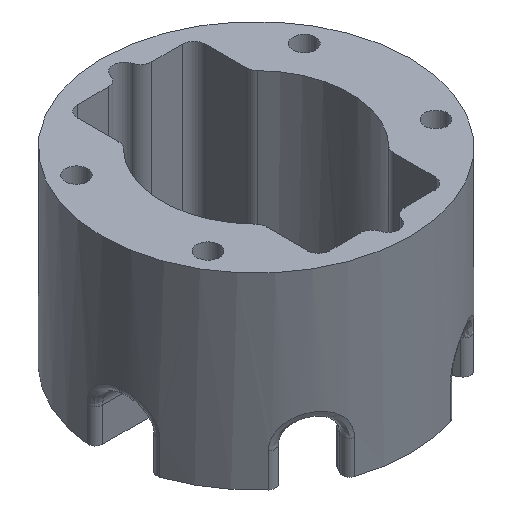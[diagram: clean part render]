
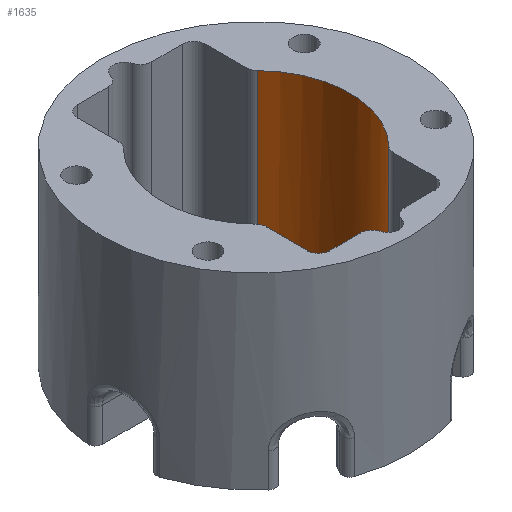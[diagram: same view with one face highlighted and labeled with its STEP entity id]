
A CAD part, isometric view. The second image highlights one B-rep face of the part: STEP entity #1635.
In plain terms, the highlighted cylindrical face has radius 25 mm (diameter 50 mm), a partial arc.
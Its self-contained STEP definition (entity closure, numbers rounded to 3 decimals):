
#113=FACE_OUTER_BOUND('',#214,.T.);
#214=EDGE_LOOP('',(#1214,#1215,#1216,#1217,#1218,#1219,#1220,#1221,#1222,
#1223,#1224,#1225));
#299=B_SPLINE_CURVE_WITH_KNOTS('',3,(#2578,#2579,#2580,#2581,#2582,#2583),
 .UNSPECIFIED.,.F.,.F.,(4,1,1,4),(0.,0.539,0.899,
1.259),.UNSPECIFIED.);
#301=B_SPLINE_CURVE_WITH_KNOTS('',3,(#2635,#2636,#2637,#2638,#2639,#2640,
#2641),.UNSPECIFIED.,.F.,.F.,(4,1,1,1,4),(0.,0.368,0.552,
0.921,1.289),.UNSPECIFIED.);
#307=B_SPLINE_CURVE_WITH_KNOTS('',3,(#2866,#2867,#2868,#2869),
 .UNSPECIFIED.,.F.,.F.,(4,4),(-2.383,-2.037),
 .UNSPECIFIED.);
#339=CIRCLE('',#1730,25.);
#356=CIRCLE('',#1751,25.);
#368=CIRCLE('',#1773,25.);
#378=CIRCLE('',#1791,25.);
#455=LINE('',#2538,#556);
#456=LINE('',#2646,#557);
#467=LINE('',#2872,#568);
#472=LINE('',#2986,#573);
#473=LINE('',#2989,#574);
#556=VECTOR('',#1988,10.);
#557=VECTOR('',#2005,10.);
#568=VECTOR('',#2068,10.);
#573=VECTOR('',#2091,10.);
#574=VECTOR('',#2094,10.);
#666=VERTEX_POINT('',#2489);
#667=VERTEX_POINT('',#2491);
#686=VERTEX_POINT('',#2536);
#688=VERTEX_POINT('',#2576);
#690=VERTEX_POINT('',#2586);
#692=VERTEX_POINT('',#2633);
#694=VERTEX_POINT('',#2644);
#702=VERTEX_POINT('',#2763);
#704=VERTEX_POINT('',#2793);
#710=VERTEX_POINT('',#2859);
#721=VERTEX_POINT('',#2985);
#722=VERTEX_POINT('',#2987);
#825=EDGE_CURVE('',#666,#667,#339,.T.);
#849=EDGE_CURVE('',#686,#666,#455,.T.);
#852=EDGE_CURVE('',#688,#686,#299,.T.);
#854=EDGE_CURVE('',#690,#688,#356,.T.);
#858=EDGE_CURVE('',#692,#690,#301,.T.);
#860=EDGE_CURVE('',#694,#692,#456,.T.);
#880=EDGE_CURVE('',#702,#694,#368,.T.);
#891=EDGE_CURVE('',#704,#710,#307,.T.);
#893=EDGE_CURVE('',#710,#702,#467,.T.);
#908=EDGE_CURVE('',#721,#704,#472,.T.);
#909=EDGE_CURVE('',#722,#721,#378,.T.);
#910=EDGE_CURVE('',#667,#722,#473,.T.);
#1214=ORIENTED_EDGE('',*,*,#860,.F.);
#1215=ORIENTED_EDGE('',*,*,#880,.F.);
#1216=ORIENTED_EDGE('',*,*,#893,.F.);
#1217=ORIENTED_EDGE('',*,*,#891,.F.);
#1218=ORIENTED_EDGE('',*,*,#908,.F.);
#1219=ORIENTED_EDGE('',*,*,#909,.F.);
#1220=ORIENTED_EDGE('',*,*,#910,.F.);
#1221=ORIENTED_EDGE('',*,*,#825,.F.);
#1222=ORIENTED_EDGE('',*,*,#849,.F.);
#1223=ORIENTED_EDGE('',*,*,#852,.F.);
#1224=ORIENTED_EDGE('',*,*,#854,.F.);
#1225=ORIENTED_EDGE('',*,*,#858,.F.);
#1570=CYLINDRICAL_SURFACE('',#1790,25.);
#1635=ADVANCED_FACE('',(#113),#1570,.F.);
#1730=AXIS2_PLACEMENT_3D('',#2492,#1943,#1944);
#1751=AXIS2_PLACEMENT_3D('',#2588,#1995,#1996);
#1773=AXIS2_PLACEMENT_3D('',#2765,#2049,#2050);
#1790=AXIS2_PLACEMENT_3D('',#2984,#2089,#2090);
#1791=AXIS2_PLACEMENT_3D('',#2988,#2092,#2093);
#1943=DIRECTION('center_axis',(0.,0.,1.));
#1944=DIRECTION('ref_axis',(-1.,0.,0.));
#1988=DIRECTION('',(0.,0.,-1.));
#1995=DIRECTION('center_axis',(0.,0.,1.));
#1996=DIRECTION('ref_axis',(0.985,-0.171,0.));
#2005=DIRECTION('',(0.,0.,1.));
#2049=DIRECTION('center_axis',(0.,0.,1.));
#2050=DIRECTION('ref_axis',(-1.,0.,0.));
#2068=DIRECTION('',(0.,0.,-1.));
#2089=DIRECTION('center_axis',(0.,0.,-1.));
#2090=DIRECTION('ref_axis',(1.,0.,0.));
#2091=DIRECTION('',(0.,0.,-1.));
#2092=DIRECTION('center_axis',(0.,0.,-1.));
#2093=DIRECTION('ref_axis',(-1.,0.,0.));
#2094=DIRECTION('',(0.,0.,1.));
#2489=CARTESIAN_POINT('',(24.698,3.704,-50.));
#2491=CARTESIAN_POINT('',(17.854,17.473,-50.));
#2492=CARTESIAN_POINT('Origin',(-0.026,0.,
-50.));
#2536=CARTESIAN_POINT('',(24.698,3.704,-41.));
#2538=CARTESIAN_POINT('',(24.698,3.704,0.));
#2576=CARTESIAN_POINT('',(24.698,-3.704,-33.));
#2578=CARTESIAN_POINT('Ctrl Pts',(24.698,-3.704,-33.));
#2579=CARTESIAN_POINT('Ctrl Pts',(24.945,-2.057,-33.));
#2580=CARTESIAN_POINT('Ctrl Pts',(25.038,0.717,-34.045));
#2581=CARTESIAN_POINT('Ctrl Pts',(24.779,3.194,-37.411));
#2582=CARTESIAN_POINT('Ctrl Pts',(24.698,3.704,-39.801));
#2583=CARTESIAN_POINT('Ctrl Pts',(24.698,3.704,-41.));
#2586=CARTESIAN_POINT('',(24.62,-4.193,-33.));
#2588=CARTESIAN_POINT('Origin',(-0.026,0.,
-33.));
#2633=CARTESIAN_POINT('',(22.12,-11.6,-41.));
#2635=CARTESIAN_POINT('Ctrl Pts',(22.12,-11.6,-41.));
#2636=CARTESIAN_POINT('Ctrl Pts',(22.12,-11.6,-39.772));
#2637=CARTESIAN_POINT('Ctrl Pts',(22.34,-11.195,-37.942));
#2638=CARTESIAN_POINT('Ctrl Pts',(23.038,-9.696,-35.422));
#2639=CARTESIAN_POINT('Ctrl Pts',(23.886,-7.519,-33.558));
#2640=CARTESIAN_POINT('Ctrl Pts',(24.429,-5.313,-33.));
#2641=CARTESIAN_POINT('Ctrl Pts',(24.62,-4.193,-33.));
#2644=CARTESIAN_POINT('',(22.12,-11.6,-50.));
#2646=CARTESIAN_POINT('',(22.12,-11.6,0.));
#2763=CARTESIAN_POINT('',(18.342,-16.959,-50.));
#2765=CARTESIAN_POINT('Origin',(-0.026,0.,
-50.));
#2793=CARTESIAN_POINT('',(17.854,-17.473,-37.652));
#2859=CARTESIAN_POINT('',(18.342,-16.959,-41.));
#2866=CARTESIAN_POINT('Ctrl Pts',(17.854,-17.473,-37.652));
#2867=CARTESIAN_POINT('Ctrl Pts',(18.177,-17.143,-38.693));
#2868=CARTESIAN_POINT('Ctrl Pts',(18.342,-16.959,-39.846));
#2869=CARTESIAN_POINT('Ctrl Pts',(18.342,-16.959,-41.));
#2872=CARTESIAN_POINT('',(18.342,-16.959,0.));
#2984=CARTESIAN_POINT('Origin',(-0.026,0.,
0.));
#2985=CARTESIAN_POINT('',(17.854,-17.473,0.));
#2986=CARTESIAN_POINT('',(17.854,-17.473,0.));
#2987=CARTESIAN_POINT('',(17.854,17.473,0.));
#2988=CARTESIAN_POINT('Origin',(-0.026,0.,
0.));
#2989=CARTESIAN_POINT('',(17.854,17.473,0.));
